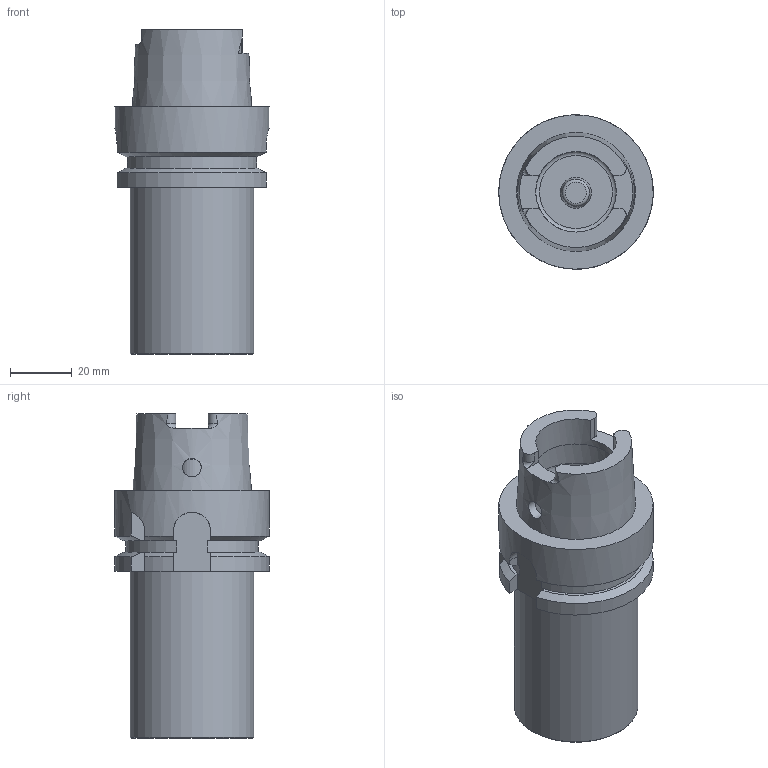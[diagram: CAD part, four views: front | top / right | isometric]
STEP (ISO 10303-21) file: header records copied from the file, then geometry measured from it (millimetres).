
FILE_DESCRIPTION(/* description */ (''),/* implementation_level */ '2;1');
FILE_NAME(/* name */ '6976_1_3D.STP',/* time_stamp */ '2023-01-18T08:45:28+01:00',/* author */ (''),/* organization */ ('SMS'),/* preprocessor_version */ 'ST-DEVELOPER v16.7',/* originating_system */ 'SIEMENS PLM Software NX 12.0',/* authorisation */ '');
FILE_SCHEMA (('AUTOMOTIVE_DESIGN { 1 0 10303 214 3 1 1 1 }'));
Length unit declared in the file: millimetre
Products named in the file (1): 6976_1_3D
Bounding box: 49.94 x 49.93 x 104.9 mm (x, y, z)
Volume: 120811.1 mm3; surface area: 21979 mm2
Topology: 1 solids, 1 shells, 73 faces, 212 edges, 141 vertices
Faces by surface type: plane 35, cylinder 22, cone 10, torus 6
Full cylindrical faces by diameter (mm): 6 x2, 10 x1, 26.042 x2, 32.08 x1, 40 x1, 49.94 x1
Entity records: 2582 total; most frequent: CARTESIAN_POINT 752, ORIENTED_EDGE 366, DIRECTION 365, EDGE_CURVE 183, AXIS2_PLACEMENT_3D 138, VERTEX_POINT 129, EDGE_LOOP 94, LINE 89
